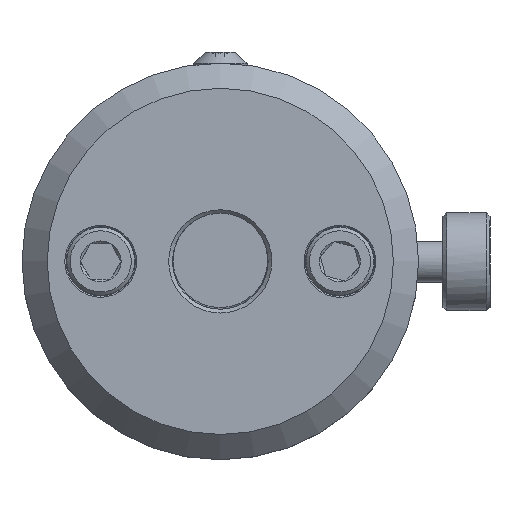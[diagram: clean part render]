
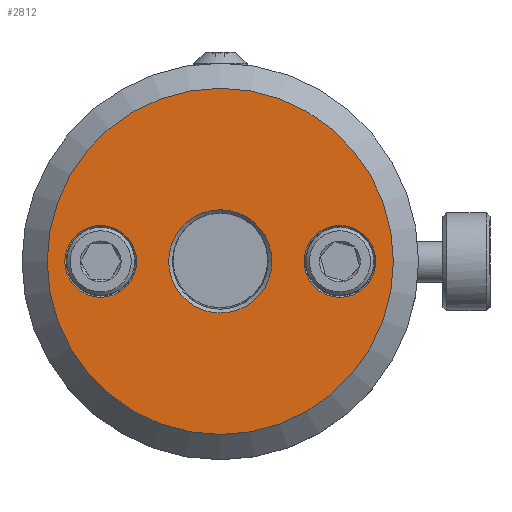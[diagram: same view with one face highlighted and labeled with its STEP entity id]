
A CAD part, top view. The second image highlights one B-rep face of the part: STEP entity #2812.
In plain terms, the highlighted planar face has unit normal (0, 0, 1).
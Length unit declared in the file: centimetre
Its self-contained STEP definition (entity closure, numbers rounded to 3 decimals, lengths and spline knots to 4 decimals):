
#1115 = FACE_BOUND ( 'NONE', #11113, .T. ) ;
#1122 = FACE_BOUND ( 'NONE', #11128, .T. ) ;
#1124 = FACE_OUTER_BOUND ( 'NONE', #11135, .T. ) ;
#1128 = FACE_BOUND ( 'NONE', #11106, .T. ) ;
#2812 = ADVANCED_FACE ( 'NONE', ( #1115, #1128, #1124, #1122 ), #18632, .T. ) ;
#6663 = VERTEX_POINT ( 'NONE', #10607 ) ;
#6664 = VERTEX_POINT ( 'NONE', #10608 ) ;
#6665 = VERTEX_POINT ( 'NONE', #10609 ) ;
#6668 = VERTEX_POINT ( 'NONE', #10612 ) ;
#10607 = CARTESIAN_POINT ( 'NONE',  ( -0.8446, 0., 26.9926 ) ) ;
#10608 = CARTESIAN_POINT ( 'NONE',  ( 0.5207, 0., 26.9926 ) ) ;
#10609 = CARTESIAN_POINT ( 'NONE',  ( 1.5684, 0., 26.9926 ) ) ;
#10612 = CARTESIAN_POINT ( 'NONE',  ( -1.7462, 0., 26.9926 ) ) ;
#11106 = EDGE_LOOP ( 'NONE', ( #23818 ) ) ;
#11113 = EDGE_LOOP ( 'NONE', ( #23817 ) ) ;
#11128 = EDGE_LOOP ( 'NONE', ( #23820 ) ) ;
#11135 = EDGE_LOOP ( 'NONE', ( #23819 ) ) ;
#15266 = EDGE_CURVE ( 'NONE', #6663, #6663, #27623, .T. ) ;
#15267 = EDGE_CURVE ( 'NONE', #6664, #6664, #27624, .T. ) ;
#15268 = EDGE_CURVE ( 'NONE', #6665, #6665, #27626, .T. ) ;
#15285 = EDGE_CURVE ( 'NONE', #6668, #6668, #27670, .T. ) ;
#16478 = AXIS2_PLACEMENT_3D ( 'NONE', #18630, #18627, #18633 ) ;
#18627 = DIRECTION ( 'NONE',  ( 0., 0., 1. ) ) ;
#18630 = CARTESIAN_POINT ( 'NONE',  ( 0., 0., 26.9926 ) ) ;
#18632 = PLANE ( 'NONE',  #16478 ) ;
#18633 = DIRECTION ( 'NONE',  ( 1., 0., 0. ) ) ;
#21853 = AXIS2_PLACEMENT_3D ( 'NONE', #25033, #25034, #25035 ) ;
#21856 = AXIS2_PLACEMENT_3D ( 'NONE', #25037, #25038, #25039 ) ;
#21858 = AXIS2_PLACEMENT_3D ( 'NONE', #25041, #25042, #25043 ) ;
#21871 = AXIS2_PLACEMENT_3D ( 'NONE', #25631, #25633, #25635 ) ;
#23817 = ORIENTED_EDGE ( 'NONE', *, *, #15268, .T. ) ;
#23818 = ORIENTED_EDGE ( 'NONE', *, *, #15267, .T. ) ;
#23819 = ORIENTED_EDGE ( 'NONE', *, *, #15285, .F. ) ;
#23820 = ORIENTED_EDGE ( 'NONE', *, *, #15266, .T. ) ;
#25033 = CARTESIAN_POINT ( 'NONE',  ( -1.2065, 0., 26.9926 ) ) ;
#25034 = DIRECTION ( 'NONE',  ( 0., 0., -1. ) ) ;
#25035 = DIRECTION ( 'NONE',  ( 1., 0., 0. ) ) ;
#25037 = CARTESIAN_POINT ( 'NONE',  ( 0., 0., 26.9926 ) ) ;
#25038 = DIRECTION ( 'NONE',  ( 0., 0., -1. ) ) ;
#25039 = DIRECTION ( 'NONE',  ( 1., 0., 0. ) ) ;
#25041 = CARTESIAN_POINT ( 'NONE',  ( 1.2065, 0., 26.9926 ) ) ;
#25042 = DIRECTION ( 'NONE',  ( 0., 0., -1. ) ) ;
#25043 = DIRECTION ( 'NONE',  ( 1., 0., 0. ) ) ;
#25631 = CARTESIAN_POINT ( 'NONE',  ( 0., 0., 26.9926 ) ) ;
#25633 = DIRECTION ( 'NONE',  ( 0., 0., -1. ) ) ;
#25635 = DIRECTION ( 'NONE',  ( -1., 0., 0. ) ) ;
#27623 = CIRCLE ( 'NONE', #21853, 0.3619 ) ;
#27624 = CIRCLE ( 'NONE', #21856, 0.5207 ) ;
#27626 = CIRCLE ( 'NONE', #21858, 0.3619 ) ;
#27670 = CIRCLE ( 'NONE', #21871, 1.7463 ) ;
